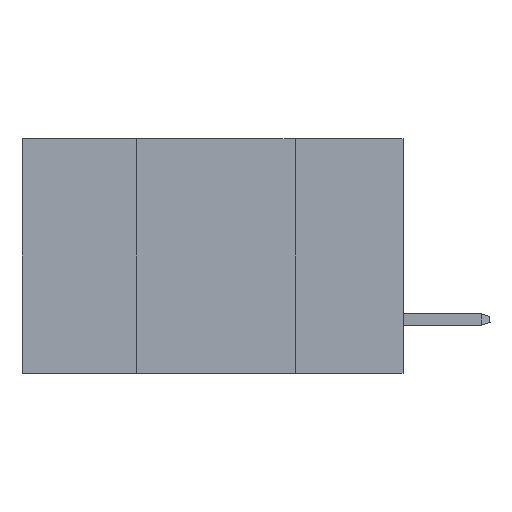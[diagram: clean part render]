
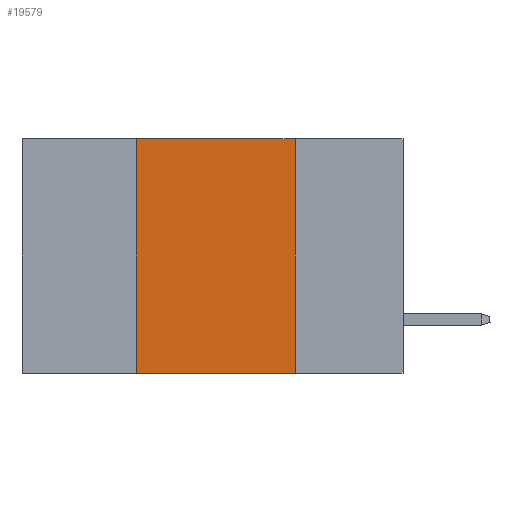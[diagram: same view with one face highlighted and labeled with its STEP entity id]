
A CAD part, left-side view. The second image highlights one B-rep face of the part: STEP entity #19579.
In plain terms, the highlighted planar face has unit normal (-1, 0, 0).
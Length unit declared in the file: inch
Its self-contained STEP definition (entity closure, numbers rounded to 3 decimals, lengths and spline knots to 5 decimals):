
#45 = ORIENTED_EDGE ( 'NONE', *, *, #6036, .F. ) ;
#935 = DIRECTION ( 'NONE',  ( 1., 0., 0. ) ) ;
#1201 = VERTEX_POINT ( 'NONE', #3360 ) ;
#2153 = CARTESIAN_POINT ( 'NONE',  ( 0., 0.6, 0. ) ) ;
#2358 = CARTESIAN_POINT ( 'NONE',  ( 0., 0.42, 0. ) ) ;
#2413 = DIRECTION ( 'NONE',  ( 0., 0., -1. ) ) ;
#2891 = FACE_OUTER_BOUND ( 'NONE', #20572, .T. ) ;
#3360 = CARTESIAN_POINT ( 'NONE',  ( 0., 0.17, 0. ) ) ;
#3792 = CARTESIAN_POINT ( 'NONE',  ( 0., 0.17, 0. ) ) ;
#4122 = ORIENTED_EDGE ( 'NONE', *, *, #4964, .F. ) ;
#4964 = EDGE_CURVE ( 'NONE', #1201, #9318, #19921, .T. ) ;
#6036 = EDGE_CURVE ( 'NONE', #15561, #13588, #16732, .T. ) ;
#7224 = DIRECTION ( 'NONE',  ( 0., 0., -1. ) ) ;
#7584 = CARTESIAN_POINT ( 'NONE',  ( 0., 0.17, -0.37 ) ) ;
#7781 = VECTOR ( 'NONE', #11741, 39.37008 ) ;
#8279 = CARTESIAN_POINT ( 'NONE',  ( 0., 0.42, 0. ) ) ;
#8290 = VECTOR ( 'NONE', #2413, 39.37008 ) ;
#8673 = LINE ( 'NONE', #2153, #7781 ) ;
#9234 = LINE ( 'NONE', #12074, #11757 ) ;
#9318 = VERTEX_POINT ( 'NONE', #7584 ) ;
#9664 = VECTOR ( 'NONE', #18279, 39.37008 ) ;
#10813 = DIRECTION ( 'NONE',  ( 0., -1., 0. ) ) ;
#11072 = EDGE_CURVE ( 'NONE', #15561, #9318, #9234, .T. ) ;
#11741 = DIRECTION ( 'NONE',  ( 0., -1., 0. ) ) ;
#11757 = VECTOR ( 'NONE', #10813, 39.37008 ) ;
#12074 = CARTESIAN_POINT ( 'NONE',  ( 0., 0.6, -0.37 ) ) ;
#12264 = PLANE ( 'NONE',  #13486 ) ;
#13367 = ORIENTED_EDGE ( 'NONE', *, *, #11072, .T. ) ;
#13486 = AXIS2_PLACEMENT_3D ( 'NONE', #15696, #935, #7224 ) ;
#13588 = VERTEX_POINT ( 'NONE', #8279 ) ;
#15458 = ORIENTED_EDGE ( 'NONE', *, *, #18168, .F. ) ;
#15561 = VERTEX_POINT ( 'NONE', #19055 ) ;
#15696 = CARTESIAN_POINT ( 'NONE',  ( 0., 0.6, 0. ) ) ;
#16732 = LINE ( 'NONE', #2358, #9664 ) ;
#18168 = EDGE_CURVE ( 'NONE', #13588, #1201, #8673, .T. ) ;
#18279 = DIRECTION ( 'NONE',  ( 0., 0., 1. ) ) ;
#19055 = CARTESIAN_POINT ( 'NONE',  ( 0., 0.42, -0.37 ) ) ;
#19579 = ADVANCED_FACE ( 'NONE', ( #2891 ), #12264, .F. ) ;
#19921 = LINE ( 'NONE', #3792, #8290 ) ;
#20572 = EDGE_LOOP ( 'NONE', ( #4122, #15458, #45, #13367 ) ) ;
